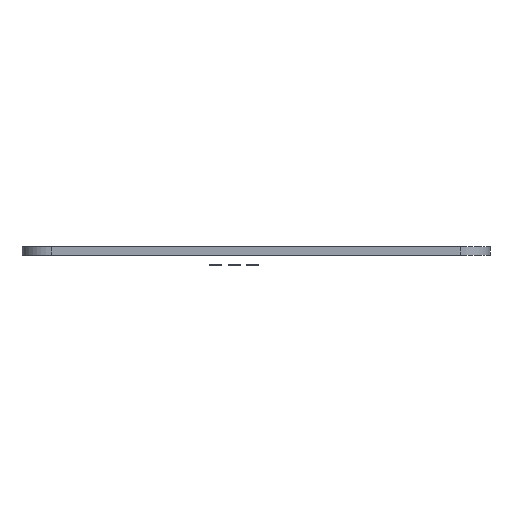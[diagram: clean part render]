
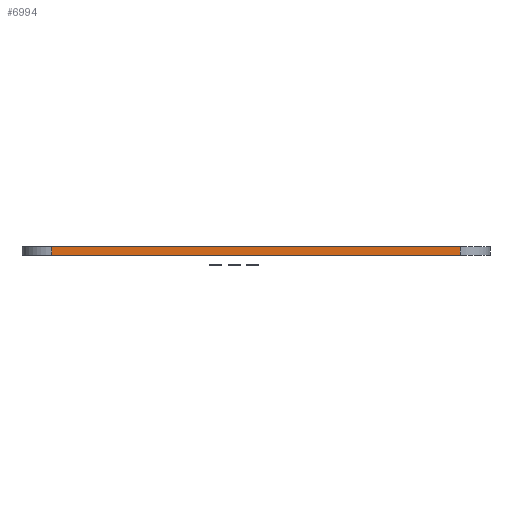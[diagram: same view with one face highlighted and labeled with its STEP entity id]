
A CAD part, left-side view. The second image highlights one B-rep face of the part: STEP entity #6994.
In plain terms, the highlighted planar face has unit normal (-1, 0, 0).
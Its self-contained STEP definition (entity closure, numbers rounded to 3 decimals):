
#682=PLANE('',#7467);
#883=FACE_OUTER_BOUND('',#1277,.T.);
#1277=EDGE_LOOP('',(#4974,#4975,#4976,#4977));
#1755=LINE('',#9075,#2395);
#1756=LINE('',#9078,#2396);
#1757=LINE('',#9080,#2397);
#1758=LINE('',#9081,#2398);
#2395=VECTOR('',#7925,10.);
#2396=VECTOR('',#7928,10.);
#2397=VECTOR('',#7929,10.);
#2398=VECTOR('',#7930,10.);
#3082=VERTEX_POINT('',#9071);
#3083=VERTEX_POINT('',#9073);
#3084=VERTEX_POINT('',#9077);
#3085=VERTEX_POINT('',#9079);
#3849=EDGE_CURVE('',#3082,#3083,#1755,.T.);
#3850=EDGE_CURVE('',#3084,#3082,#1756,.T.);
#3851=EDGE_CURVE('',#3085,#3083,#1757,.T.);
#3852=EDGE_CURVE('',#3084,#3085,#1758,.T.);
#4974=ORIENTED_EDGE('',*,*,#3850,.T.);
#4975=ORIENTED_EDGE('',*,*,#3849,.T.);
#4976=ORIENTED_EDGE('',*,*,#3851,.F.);
#4977=ORIENTED_EDGE('',*,*,#3852,.F.);
#6994=ADVANCED_FACE('',(#883),#682,.T.);
#7467=AXIS2_PLACEMENT_3D('',#9076,#7926,#7927);
#7925=DIRECTION('',(0.,0.,1.));
#7926=DIRECTION('center_axis',(-1.,0.,0.));
#7927=DIRECTION('ref_axis',(0.,-1.,0.));
#7928=DIRECTION('',(0.,-1.,0.));
#7929=DIRECTION('',(0.,-1.,0.));
#7930=DIRECTION('',(0.,0.,1.));
#9071=CARTESIAN_POINT('',(-32.375,-42.575,1.5));
#9073=CARTESIAN_POINT('',(-32.375,-42.575,3.));
#9075=CARTESIAN_POINT('',(-32.375,-42.575,1.5));
#9076=CARTESIAN_POINT('Origin',(-32.375,26.725,1.5));
#9077=CARTESIAN_POINT('',(-32.375,26.725,1.5));
#9078=CARTESIAN_POINT('',(-32.375,26.725,1.5));
#9079=CARTESIAN_POINT('',(-32.375,26.725,3.));
#9080=CARTESIAN_POINT('',(-32.375,26.725,3.));
#9081=CARTESIAN_POINT('',(-32.375,26.725,1.5));
